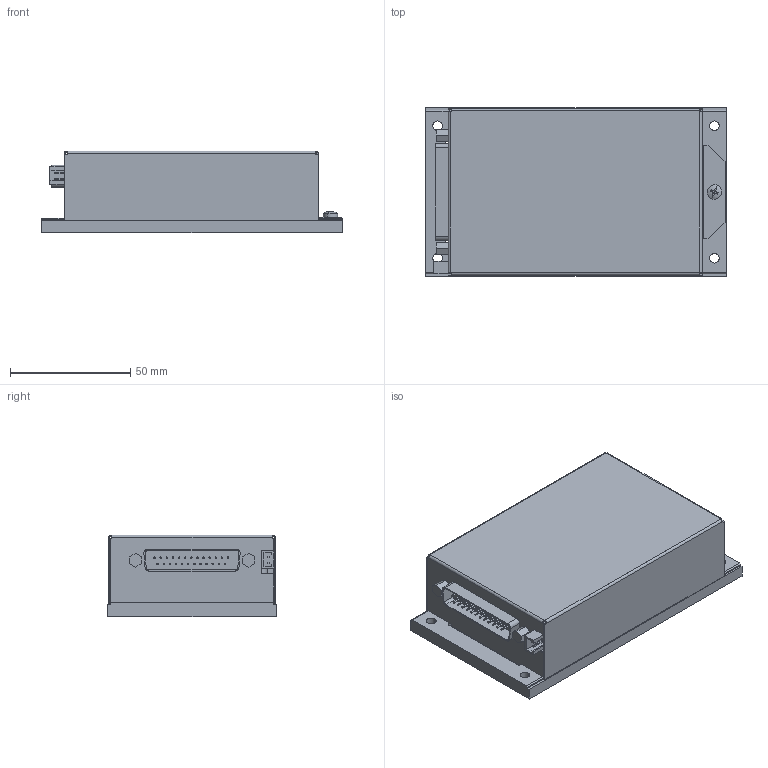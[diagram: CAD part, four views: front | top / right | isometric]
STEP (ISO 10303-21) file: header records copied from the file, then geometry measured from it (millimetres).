
FILE_DESCRIPTION (( 'STEP AP203' ), '1' );
FILE_NAME ('Sapphire LP Laser Head.STEP', '2011-08-11T11:34:17', ( 'inst' ), ( '' ), 'SwSTEP 2.0', 'SolidWorks 2011', '' );
FILE_SCHEMA (( 'CONFIG_CONTROL_DESIGN' ));
Length unit declared in the file: millimetre
Products named in the file (1): Sapphire LP Laser Head
Bounding box: 125 x 70 x 34 mm (x, y, z)
Volume: 164612.1 mm3; surface area: 72391 mm2
Topology: 4 solids, 4 shells, 463 faces, 1113 edges, 712 vertices
Faces by surface type: plane 262, cylinder 178, cone 8, bspline 8, torus 5, sphere 2
Entity records: 13669 total; most frequent: CARTESIAN_POINT 2485, DIRECTION 2392, ORIENTED_EDGE 2226, EDGE_CURVE 1113, AXIS2_PLACEMENT_3D 843, VERTEX_POINT 712, VECTOR 706, LINE 706
